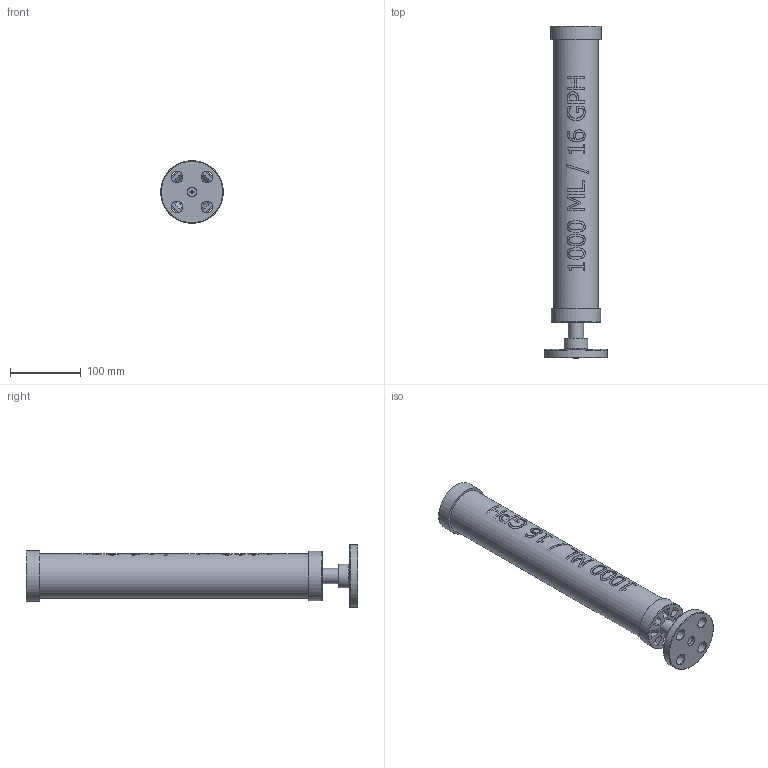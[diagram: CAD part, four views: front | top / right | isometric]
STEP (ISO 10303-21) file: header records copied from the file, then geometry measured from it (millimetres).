
FILE_DESCRIPTION((''),'2;1');
FILE_NAME('PV#3-1000-F_R0.ipt.stp','2017-07-11T09:26:09',(''),(''),'Autodesk Inventor 2009','Autodesk Inventor 2009','');
FILE_SCHEMA(('AUTOMOTIVE_DESIGN { 1 0 10303 214 1 1 1 1 }'));
Length unit declared in the file: inch
Products named in the file (1): PV#3-1000-F_R0
Bounding box: 88.56 x 469.9 x 88.56 mm (x, y, z)
Volume: 326004.2 mm3; surface area: 211313.9 mm2
Topology: 2 solids, 2 shells, 260 faces, 649 edges, 427 vertices
Faces by surface type: bspline 106, plane 92, cylinder 31, cone 18, torus 13
Full cylindrical faces by diameter (mm): 13.36 x1, 16.002 x4, 18.258 x1, 33.541 x1, 59.944 x1, 60.452 x1, 63.5 x1, 64.008 x1, 69.85 x1, 71.933 x1, 88.9 x1
Entity records: 44524 total; most frequent: CARTESIAN_POINT 39102, ORIENTED_EDGE 1210, DIRECTION 770, EDGE_CURVE 605, VERTEX_POINT 422, EDGE_LOOP 345, AXIS2_PLACEMENT_3D 275, FACE_OUTER_BOUND 260
